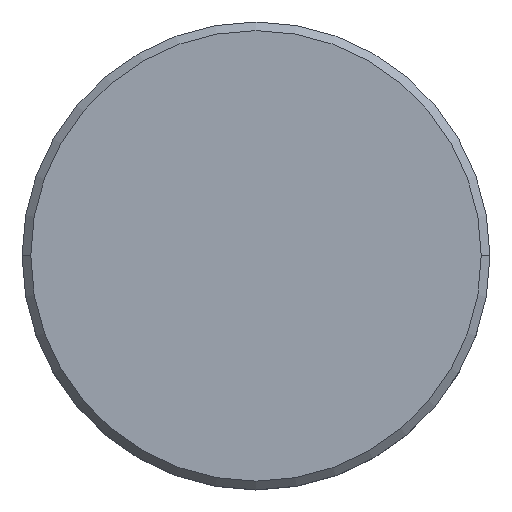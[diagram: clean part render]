
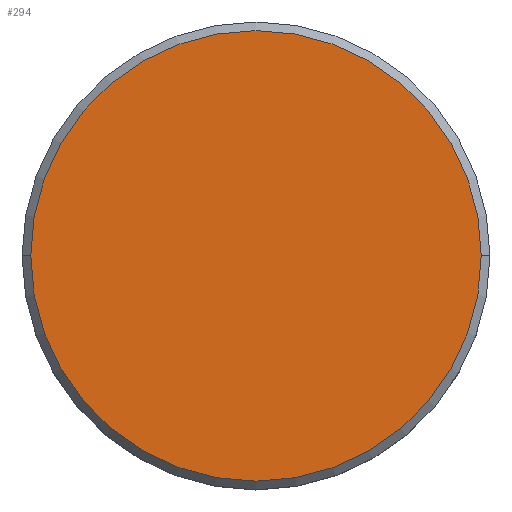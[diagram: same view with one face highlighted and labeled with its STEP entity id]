
A CAD part, top view. The second image highlights one B-rep face of the part: STEP entity #294.
In plain terms, the highlighted planar face has unit normal (0, 0, 1).
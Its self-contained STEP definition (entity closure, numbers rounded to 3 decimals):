
#8 = AXIS2_PLACEMENT_3D ( 'NONE', #49, #364, #39 ) ;
#39 = DIRECTION ( 'NONE',  ( 1., 0., 0. ) ) ;
#49 = CARTESIAN_POINT ( 'NONE',  ( 0., 0., 0. ) ) ;
#57 = CARTESIAN_POINT ( 'NONE',  ( 0., 0., 0. ) ) ;
#81 = PLANE ( 'NONE',  #263 ) ;
#135 = EDGE_CURVE ( 'NONE', #232, #399, #277, .T. ) ;
#148 = CIRCLE ( 'NONE', #482, 13. ) ;
#176 = DIRECTION ( 'NONE',  ( 0., 0., 1. ) ) ;
#232 = VERTEX_POINT ( 'NONE', #370 ) ;
#263 = AXIS2_PLACEMENT_3D ( 'NONE', #275, #176, #548 ) ;
#275 = CARTESIAN_POINT ( 'NONE',  ( 0., 0., 0. ) ) ;
#277 = CIRCLE ( 'NONE', #8, 13. ) ;
#285 = ORIENTED_EDGE ( 'NONE', *, *, #135, .T. ) ;
#294 = ADVANCED_FACE ( 'NONE', ( #500 ), #81, .T. ) ;
#326 = ORIENTED_EDGE ( 'NONE', *, *, #501, .T. ) ;
#364 = DIRECTION ( 'NONE',  ( 0., 0., 1. ) ) ;
#370 = CARTESIAN_POINT ( 'NONE',  ( -13., 0., 0. ) ) ;
#399 = VERTEX_POINT ( 'NONE', #509 ) ;
#430 = EDGE_LOOP ( 'NONE', ( #285, #326 ) ) ;
#482 = AXIS2_PLACEMENT_3D ( 'NONE', #57, #570, #527 ) ;
#500 = FACE_OUTER_BOUND ( 'NONE', #430, .T. ) ;
#501 = EDGE_CURVE ( 'NONE', #399, #232, #148, .T. ) ;
#509 = CARTESIAN_POINT ( 'NONE',  ( 13., 0., 0. ) ) ;
#527 = DIRECTION ( 'NONE',  ( 1., 0., 0. ) ) ;
#548 = DIRECTION ( 'NONE',  ( 1., 0., 0. ) ) ;
#570 = DIRECTION ( 'NONE',  ( 0., 0., 1. ) ) ;
